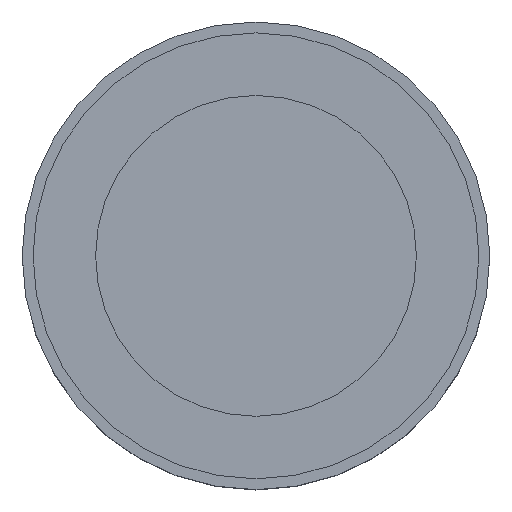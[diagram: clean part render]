
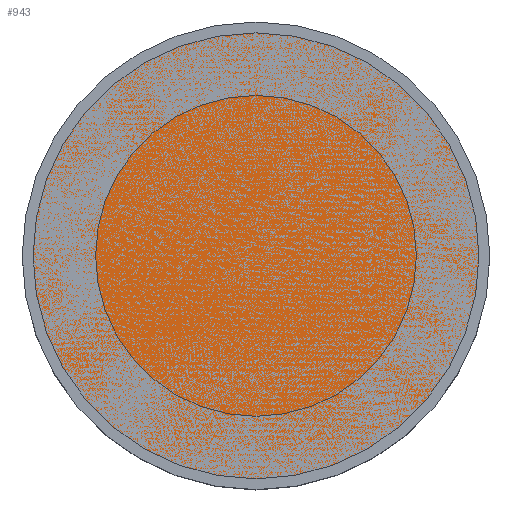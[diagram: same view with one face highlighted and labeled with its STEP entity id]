
A CAD part, top view. The second image highlights one B-rep face of the part: STEP entity #943.
In plain terms, the highlighted planar face has unit normal (0, 0, 1).
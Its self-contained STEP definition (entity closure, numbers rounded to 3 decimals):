
#913 = VERTEX_POINT('',#914);
#914 = CARTESIAN_POINT('',(10.25,0.,8.));
#923 = EDGE_CURVE('',#913,#913,#924,.T.);
#924 = CIRCLE('',#925,10.25);
#925 = AXIS2_PLACEMENT_3D('',#926,#927,#928);
#926 = CARTESIAN_POINT('',(0.,0.,8.));
#927 = DIRECTION('',(0.,0.,1.));
#928 = DIRECTION('',(1.,0.,0.));
#943 = ADVANCED_FACE('',(#944),#947,.T.);
#944 = FACE_BOUND('',#945,.T.);
#945 = EDGE_LOOP('',(#946));
#946 = ORIENTED_EDGE('',*,*,#923,.T.);
#947 = PLANE('',#948);
#948 = AXIS2_PLACEMENT_3D('',#949,#950,#951);
#949 = CARTESIAN_POINT('',(0.,0.,8.));
#950 = DIRECTION('',(0.,0.,1.));
#951 = DIRECTION('',(1.,0.,0.));
